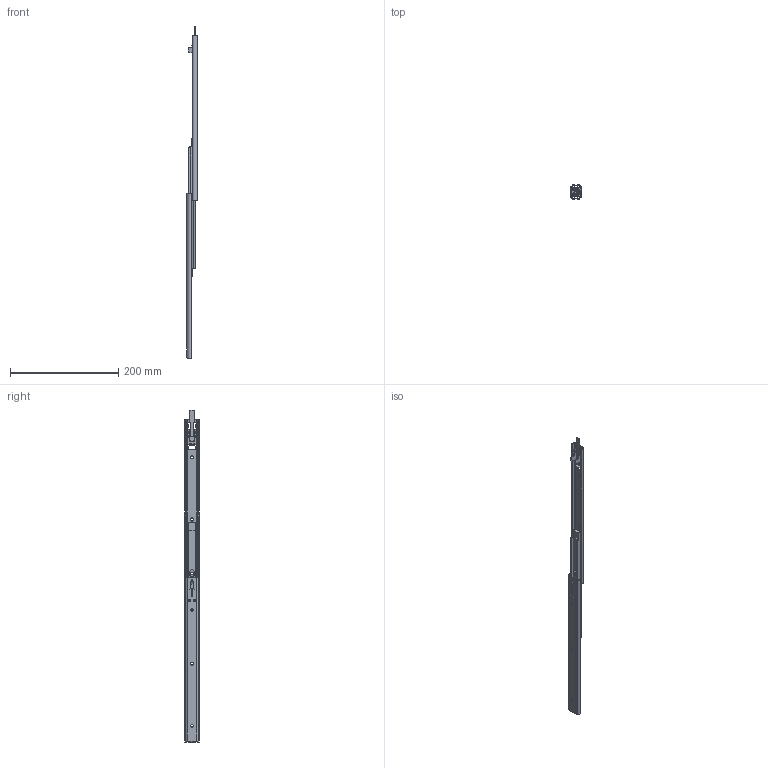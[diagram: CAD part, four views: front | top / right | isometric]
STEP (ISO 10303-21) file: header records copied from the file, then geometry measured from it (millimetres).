
FILE_DESCRIPTION (( 'STEP AP203' ), '1' );
FILE_NAME ('U2731CL_12.STEP', '2021-09-07T01:05:38', ( '' ), ( '' ), 'SwSTEP 2.0', 'SolidWorks 2019', '' );
FILE_SCHEMA (( 'CONFIG_CONTROL_DESIGN' ));
Length unit declared in the file: millimetre
Products named in the file (7): PN259 ピン（カシメ代無し）; IM U2731CL-12; PN258 ロック; OM-B U2731CL-12; U2731CL_12; OM-A U2731CL-12; PN257　レバー
Assembly tree (7 placements, depth 2):
  U2731CL_12
    OM-A U2731CL-12
    IM U2731CL-12  x2
    OM-B U2731CL-12
    PN258 ロック
    PN257　レバー
    PN259 ピン（カシメ代無し）
Bounding box: 19.1 x 26.8 x 614.8 mm (x, y, z)
Volume: 52537.4 mm3; surface area: 75047.4 mm2
Topology: 7 solids, 7 shells, 413 faces, 1150 edges, 742 vertices
Faces by surface type: plane 195, cylinder 190, torus 24, bspline 4
Entity records: 13083 total; most frequent: CARTESIAN_POINT 2607, DIRECTION 2066, ORIENTED_EDGE 2060, EDGE_CURVE 1030, AXIS2_PLACEMENT_3D 731, VERTEX_POINT 662, LINE 604, VECTOR 604
